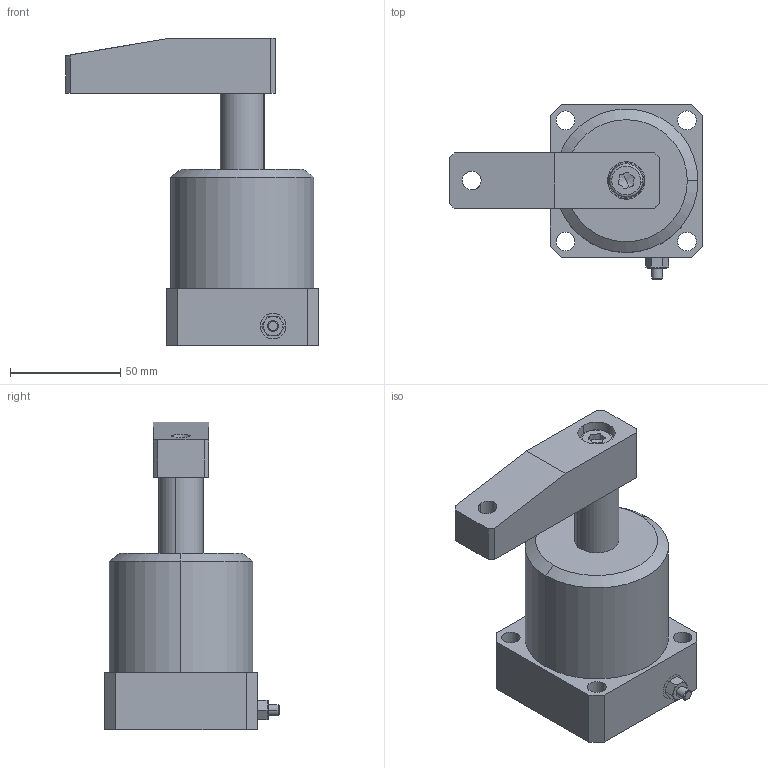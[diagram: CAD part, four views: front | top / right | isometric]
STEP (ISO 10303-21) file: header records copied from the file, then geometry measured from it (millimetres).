
FILE_DESCRIPTION (( 'STEP AP203' ), '1' );
FILE_NAME ('HCAS-MF50S.STEP', '2019-10-14T08:57:30', ( '微软用户' ), ( '微软中国' ), 'SwSTEP 2.0', 'SolidWorks 2012', '' );
FILE_SCHEMA (( 'CONFIG_CONTROL_DESIGN' ));
Length unit declared in the file: millimetre
Products named in the file (6): HCAS-MF50掛极; HCAS-MF50S活塞杆; HCAS-MF50S; hex lobular socket head cap screws-4.8 gb_GB_HEXAGON_TYPE21 M10X20-20-C; 覃厒概; HCAS-MF50S等旋
Assembly tree (5 placements, depth 2):
  HCAS-MF50S
    HCAS-MF50掛极
    HCAS-MF50S活塞杆
    HCAS-MF50S等旋
    覃厒概
    hex lobular socket head cap screws-4.8 gb_GB_HEXAGON_TYPE21 M10X20-20-C
Bounding box: 114.5 x 79 x 139.5 mm (x, y, z)
Volume: 300592.2 mm3; surface area: 65624.2 mm2
Topology: 5 solids, 5 shells, 179 faces, 421 edges, 269 vertices
Faces by surface type: plane 85, cylinder 44, cone 20, bspline 20, torus 10
Entity records: 6627 total; most frequent: CARTESIAN_POINT 1935, ORIENTED_EDGE 830, DIRECTION 825, EDGE_CURVE 415, AXIS2_PLACEMENT_3D 295, VERTEX_POINT 269, LINE 235, VECTOR 235
